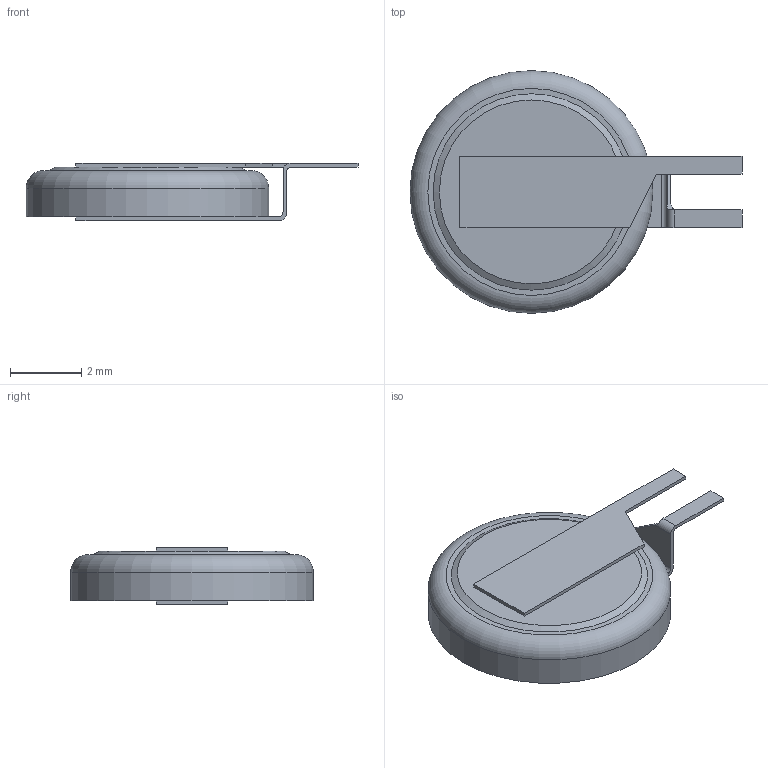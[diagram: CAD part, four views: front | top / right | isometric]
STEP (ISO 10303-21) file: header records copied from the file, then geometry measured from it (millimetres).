
FILE_DESCRIPTION(/* description */ ('','CAx-IF Rec.Pracs.---Representation and Presentation of Product Manufacturing Information (PMI)---4.0---2014-10-13'),/* implementation_level */ '2;1');
FILE_NAME(/* name */ 'MS614SE.stp',/* time_stamp */ '2019-11-25T13:17:04+08:00',/* author */ ('John'),/* organization */ (''),/* preprocessor_version */ 'ST-DEVELOPER v18',/* originating_system */ 'Autodesk Inventor 2020',/* authorisation */ '');
FILE_SCHEMA (('AP242_MANAGED_MODEL_BASED_3D_ENGINEERING_MIM_LF { 1 0 10303 442 1 1 4 }'));
Length unit declared in the file: millimetre
Products named in the file (1): MS614SE
Bounding box: 9.3 x 6.8 x 1.6 mm (x, y, z)
Volume: 51 mm3; surface area: 153 mm2
Topology: 3 solids, 3 shells, 30 faces, 125 edges, 157 vertices
Faces by surface type: plane 23, cylinder 5, cone 1, torus 1
Full cylindrical faces by diameter (mm): 6.8 x1
Entity records: 1245 total; most frequent: CARTESIAN_POINT 276, DIRECTION 178, ORIENTED_EDGE 140, EDGE_CURVE 70, STYLED_ITEM 64, AXIS2_PLACEMENT_3D 63, POLYLINE 54, LINE 52
